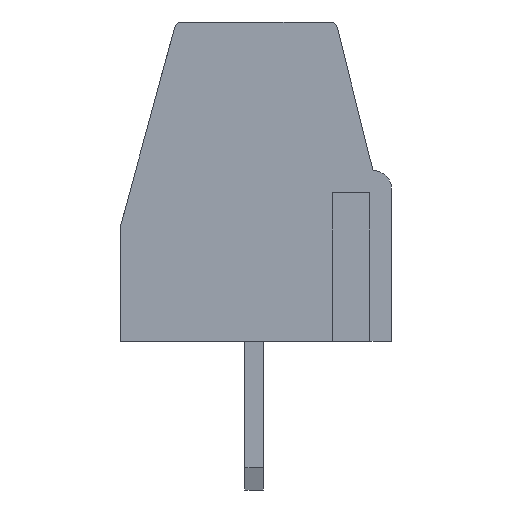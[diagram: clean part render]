
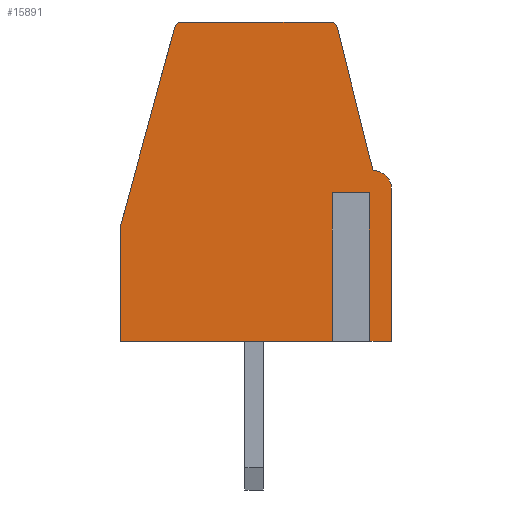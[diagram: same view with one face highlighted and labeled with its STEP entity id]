
A CAD part, left-side view. The second image highlights one B-rep face of the part: STEP entity #15891.
In plain terms, the highlighted planar face has unit normal (-1, 0, 0).
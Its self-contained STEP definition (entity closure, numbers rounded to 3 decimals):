
#276 = VERTEX_POINT ( 'NONE', #6457 ) ;
#304 = ORIENTED_EDGE ( 'NONE', *, *, #1610, .T. ) ;
#369 = CARTESIAN_POINT ( 'NONE',  ( -20.955, -2.333, 0.05 ) ) ;
#466 = DIRECTION ( 'NONE',  ( -1., 0., 0. ) ) ;
#478 = EDGE_CURVE ( 'NONE', #24767, #2818, #17758, .T. ) ;
#1088 = EDGE_LOOP ( 'NONE', ( #16515, #16814, #3704, #5417, #20244, #25724, #22191, #4357, #6116, #304, #11064, #20131, #8339 ) ) ;
#1265 = CARTESIAN_POINT ( 'NONE',  ( -20.955, -2.2, 8.65 ) ) ;
#1610 = EDGE_CURVE ( 'NONE', #24767, #11058, #21358, .T. ) ;
#1906 = VECTOR ( 'NONE', #10927, 1000. ) ;
#2513 = EDGE_CURVE ( 'NONE', #276, #15578, #15165, .T. ) ;
#2818 = VERTEX_POINT ( 'NONE', #17209 ) ;
#3704 = ORIENTED_EDGE ( 'NONE', *, *, #9299, .T. ) ;
#4131 = VECTOR ( 'NONE', #17778, 1000. ) ;
#4189 = CARTESIAN_POINT ( 'NONE',  ( -20.955, -2.044, 8.45 ) ) ;
#4357 = ORIENTED_EDGE ( 'NONE', *, *, #12403, .T. ) ;
#4579 = EDGE_CURVE ( 'NONE', #9828, #12705, #24315, .T. ) ;
#4614 = DIRECTION ( 'NONE',  ( 0., 0., -1. ) ) ;
#5129 = CARTESIAN_POINT ( 'NONE',  ( -20.955, 3.6, 8.65 ) ) ;
#5199 = VECTOR ( 'NONE', #6667, 1000. ) ;
#5417 = ORIENTED_EDGE ( 'NONE', *, *, #19241, .T. ) ;
#5768 = VERTEX_POINT ( 'NONE', #7157 ) ;
#5839 = LINE ( 'NONE', #26653, #4131 ) ;
#6116 = ORIENTED_EDGE ( 'NONE', *, *, #478, .F. ) ;
#6457 = CARTESIAN_POINT ( 'NONE',  ( -20.955, 3.6, 0.05 ) ) ;
#6638 = VECTOR ( 'NONE', #6965, 1000. ) ;
#6667 = DIRECTION ( 'NONE',  ( 0., -1., 0. ) ) ;
#6965 = DIRECTION ( 'NONE',  ( 0., -1., 0. ) ) ;
#7009 = DIRECTION ( 'NONE',  ( -1., 0., 0. ) ) ;
#7157 = CARTESIAN_POINT ( 'NONE',  ( -20.955, -2.333, 4.05 ) ) ;
#7330 = CARTESIAN_POINT ( 'NONE',  ( -20.955, -2.238, 8.499 ) ) ;
#7651 = VERTEX_POINT ( 'NONE', #10740 ) ;
#7839 = CARTESIAN_POINT ( 'NONE',  ( -20.955, -3.2, 4.65 ) ) ;
#8339 = ORIENTED_EDGE ( 'NONE', *, *, #2513, .T. ) ;
#8590 = LINE ( 'NONE', #13148, #6638 ) ;
#8647 = DIRECTION ( 'NONE',  ( 0., 0., -1. ) ) ;
#9246 = DIRECTION ( 'NONE',  ( 0., -0.263, 0.965 ) ) ;
#9299 = EDGE_CURVE ( 'NONE', #13106, #14033, #15384, .T. ) ;
#9422 = DIRECTION ( 'NONE',  ( 0., 0., -1. ) ) ;
#9689 = CARTESIAN_POINT ( 'NONE',  ( -20.955, -2.867, 4.05 ) ) ;
#9779 = AXIS2_PLACEMENT_3D ( 'NONE', #4189, #10914, #8647 ) ;
#9828 = VERTEX_POINT ( 'NONE', #7330 ) ;
#10740 = CARTESIAN_POINT ( 'NONE',  ( -20.955, 3.6, 3.15 ) ) ;
#10914 = DIRECTION ( 'NONE',  ( -1., 0., 0. ) ) ;
#10927 = DIRECTION ( 'NONE',  ( 0., -1., 0. ) ) ;
#11007 = EDGE_CURVE ( 'NONE', #7651, #11058, #23940, .T. ) ;
#11058 = VERTEX_POINT ( 'NONE', #26274 ) ;
#11064 = ORIENTED_EDGE ( 'NONE', *, *, #11007, .F. ) ;
#11206 = CARTESIAN_POINT ( 'NONE',  ( -20.955, -2.867, 4.05 ) ) ;
#11283 = CIRCLE ( 'NONE', #11732, 0.5 ) ;
#11732 = AXIS2_PLACEMENT_3D ( 'NONE', #16711, #466, #25032 ) ;
#12403 = EDGE_CURVE ( 'NONE', #9828, #2818, #19780, .T. ) ;
#12588 = LINE ( 'NONE', #14916, #15162 ) ;
#12705 = VERTEX_POINT ( 'NONE', #7839 ) ;
#13106 = VERTEX_POINT ( 'NONE', #21887 ) ;
#13127 = CARTESIAN_POINT ( 'NONE',  ( -20.955, 1.947, 8.65 ) ) ;
#13148 = CARTESIAN_POINT ( 'NONE',  ( -20.955, 3.6, 0.05 ) ) ;
#13187 = CARTESIAN_POINT ( 'NONE',  ( -20.955, -2.333, 4.05 ) ) ;
#13367 = FACE_OUTER_BOUND ( 'NONE', #1088, .T. ) ;
#13783 = DIRECTION ( 'NONE',  ( 0., -0.243, -0.97 ) ) ;
#14033 = VERTEX_POINT ( 'NONE', #18245 ) ;
#14916 = CARTESIAN_POINT ( 'NONE',  ( -20.955, -3.7, 8.65 ) ) ;
#15162 = VECTOR ( 'NONE', #4614, 1000. ) ;
#15165 = LINE ( 'NONE', #17242, #5199 ) ;
#15167 = EDGE_CURVE ( 'NONE', #24622, #20711, #12588, .T. ) ;
#15384 = LINE ( 'NONE', #9689, #21402 ) ;
#15445 = DIRECTION ( 'NONE',  ( 0., -1., 0. ) ) ;
#15578 = VERTEX_POINT ( 'NONE', #369 ) ;
#15891 = ADVANCED_FACE ( 'NONE', ( #13367 ), #15991, .F. ) ;
#15991 = PLANE ( 'NONE',  #22198 ) ;
#16463 = EDGE_CURVE ( 'NONE', #5768, #15578, #26326, .T. ) ;
#16515 = ORIENTED_EDGE ( 'NONE', *, *, #16463, .F. ) ;
#16711 = CARTESIAN_POINT ( 'NONE',  ( -20.955, -3.2, 4.15 ) ) ;
#16814 = ORIENTED_EDGE ( 'NONE', *, *, #18339, .T. ) ;
#16982 = VECTOR ( 'NONE', #9246, 1000. ) ;
#17209 = CARTESIAN_POINT ( 'NONE',  ( -20.955, -2.044, 8.65 ) ) ;
#17242 = CARTESIAN_POINT ( 'NONE',  ( -20.955, 3.6, 0.05 ) ) ;
#17370 = LINE ( 'NONE', #11206, #24393 ) ;
#17758 = LINE ( 'NONE', #5129, #1906 ) ;
#17778 = DIRECTION ( 'NONE',  ( 0., 0., -1. ) ) ;
#18004 = DIRECTION ( 'NONE',  ( 0., 0., -1. ) ) ;
#18245 = CARTESIAN_POINT ( 'NONE',  ( -20.955, -2.867, 0.05 ) ) ;
#18339 = EDGE_CURVE ( 'NONE', #5768, #13106, #17370, .T. ) ;
#18780 = CARTESIAN_POINT ( 'NONE',  ( -20.955, -3.7, 4.15 ) ) ;
#19241 = EDGE_CURVE ( 'NONE', #14033, #20711, #8590, .T. ) ;
#19607 = EDGE_CURVE ( 'NONE', #24622, #12705, #11283, .T. ) ;
#19780 = CIRCLE ( 'NONE', #9779, 0.2 ) ;
#19973 = DIRECTION ( 'NONE',  ( 1., 0., 0. ) ) ;
#20131 = ORIENTED_EDGE ( 'NONE', *, *, #26904, .T. ) ;
#20244 = ORIENTED_EDGE ( 'NONE', *, *, #15167, .F. ) ;
#20711 = VERTEX_POINT ( 'NONE', #23475 ) ;
#20947 = AXIS2_PLACEMENT_3D ( 'NONE', #25647, #7009, #23597 ) ;
#21358 = CIRCLE ( 'NONE', #20947, 0.2 ) ;
#21402 = VECTOR ( 'NONE', #18004, 1000. ) ;
#21887 = CARTESIAN_POINT ( 'NONE',  ( -20.955, -2.867, 4.05 ) ) ;
#22191 = ORIENTED_EDGE ( 'NONE', *, *, #4579, .F. ) ;
#22198 = AXIS2_PLACEMENT_3D ( 'NONE', #22284, #19973, #24192 ) ;
#22284 = CARTESIAN_POINT ( 'NONE',  ( -20.955, 3.6, 8.65 ) ) ;
#22708 = VECTOR ( 'NONE', #9422, 1000. ) ;
#23475 = CARTESIAN_POINT ( 'NONE',  ( -20.955, -3.7, 0.05 ) ) ;
#23597 = DIRECTION ( 'NONE',  ( 0., 0., -1. ) ) ;
#23940 = LINE ( 'NONE', #24082, #16982 ) ;
#24082 = CARTESIAN_POINT ( 'NONE',  ( -20.955, 2.1, 8.65 ) ) ;
#24192 = DIRECTION ( 'NONE',  ( 0., 0., -1. ) ) ;
#24315 = LINE ( 'NONE', #1265, #25859 ) ;
#24393 = VECTOR ( 'NONE', #15445, 1000. ) ;
#24622 = VERTEX_POINT ( 'NONE', #18780 ) ;
#24767 = VERTEX_POINT ( 'NONE', #13127 ) ;
#25032 = DIRECTION ( 'NONE',  ( 0., 0., -1. ) ) ;
#25647 = CARTESIAN_POINT ( 'NONE',  ( -20.955, 1.947, 8.45 ) ) ;
#25724 = ORIENTED_EDGE ( 'NONE', *, *, #19607, .T. ) ;
#25859 = VECTOR ( 'NONE', #13783, 1000. ) ;
#26274 = CARTESIAN_POINT ( 'NONE',  ( -20.955, 2.14, 8.503 ) ) ;
#26326 = LINE ( 'NONE', #13187, #22708 ) ;
#26653 = CARTESIAN_POINT ( 'NONE',  ( -20.955, 3.6, 8.65 ) ) ;
#26904 = EDGE_CURVE ( 'NONE', #7651, #276, #5839, .T. ) ;
